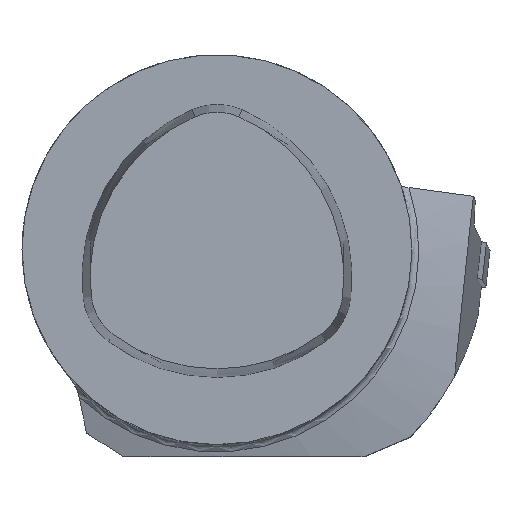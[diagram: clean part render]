
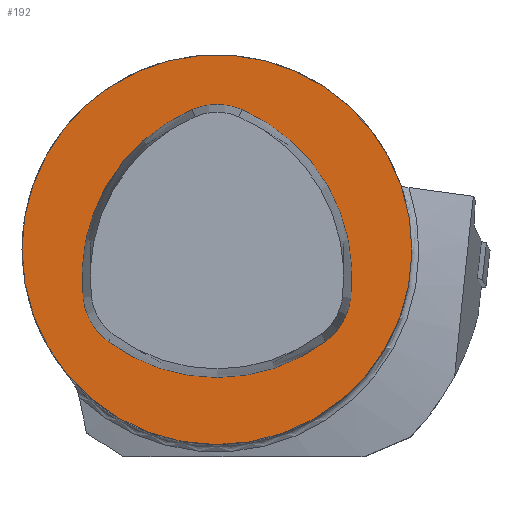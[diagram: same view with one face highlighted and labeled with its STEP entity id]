
A CAD part, top view. The second image highlights one B-rep face of the part: STEP entity #192.
In plain terms, the highlighted planar face has unit normal (0, 0, 1).
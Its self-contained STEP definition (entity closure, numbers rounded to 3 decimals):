
#112=FACE_BOUND('',#336,.T.);
#113=FACE_BOUND('',#337,.T.);
#140=CIRCLE('',#1075,25.);
#150=CIRCLE('',#1100,23.36);
#151=CIRCLE('',#1101,8.12);
#152=CIRCLE('',#1102,23.36);
#153=CIRCLE('',#1103,8.12);
#154=CIRCLE('',#1104,23.36);
#155=CIRCLE('',#1105,8.12);
#192=ADVANCED_FACE('',(#112,#113),#238,.T.);
#238=PLANE('',#1106);
#336=EDGE_LOOP('',(#482));
#337=EDGE_LOOP('',(#483,#484,#485,#486,#487,#488));
#482=ORIENTED_EDGE('',*,*,#752,.F.);
#483=ORIENTED_EDGE('',*,*,#788,.T.);
#484=ORIENTED_EDGE('',*,*,#789,.T.);
#485=ORIENTED_EDGE('',*,*,#790,.T.);
#486=ORIENTED_EDGE('',*,*,#791,.T.);
#487=ORIENTED_EDGE('',*,*,#792,.T.);
#488=ORIENTED_EDGE('',*,*,#793,.T.);
#662=VERTEX_POINT('',#1544);
#689=VERTEX_POINT('',#1652);
#690=VERTEX_POINT('',#1653);
#691=VERTEX_POINT('',#1655);
#692=VERTEX_POINT('',#1657);
#693=VERTEX_POINT('',#1659);
#694=VERTEX_POINT('',#1661);
#752=EDGE_CURVE('',#662,#662,#140,.T.);
#788=EDGE_CURVE('',#689,#690,#150,.T.);
#789=EDGE_CURVE('',#690,#691,#151,.T.);
#790=EDGE_CURVE('',#691,#692,#152,.T.);
#791=EDGE_CURVE('',#692,#693,#153,.T.);
#792=EDGE_CURVE('',#693,#694,#154,.T.);
#793=EDGE_CURVE('',#694,#689,#155,.T.);
#1075=AXIS2_PLACEMENT_3D('',#1543,#1217,#1218);
#1100=AXIS2_PLACEMENT_3D('',#1651,#1284,#1285);
#1101=AXIS2_PLACEMENT_3D('',#1654,#1286,#1287);
#1102=AXIS2_PLACEMENT_3D('',#1656,#1288,#1289);
#1103=AXIS2_PLACEMENT_3D('',#1658,#1290,#1291);
#1104=AXIS2_PLACEMENT_3D('',#1660,#1292,#1293);
#1105=AXIS2_PLACEMENT_3D('',#1662,#1294,#1295);
#1106=AXIS2_PLACEMENT_3D('',#1663,#1296,#1297);
#1217=DIRECTION('',(0.,0.,-1.));
#1218=DIRECTION('',(-1.,0.,0.));
#1284=DIRECTION('',(0.,0.,-1.));
#1285=DIRECTION('',(-1.,0.,0.));
#1286=DIRECTION('',(0.,0.,-1.));
#1287=DIRECTION('',(-1.,0.,0.));
#1288=DIRECTION('',(0.,0.,-1.));
#1289=DIRECTION('',(-1.,0.,0.));
#1290=DIRECTION('',(0.,0.,-1.));
#1291=DIRECTION('',(-1.,0.,0.));
#1292=DIRECTION('',(0.,0.,-1.));
#1293=DIRECTION('',(-1.,0.,0.));
#1294=DIRECTION('',(0.,0.,-1.));
#1295=DIRECTION('',(-1.,0.,0.));
#1296=DIRECTION('',(0.,0.,1.));
#1297=DIRECTION('',(1.,0.,0.));
#1543=CARTESIAN_POINT('',(0.,0.,0.));
#1544=CARTESIAN_POINT('',(-25.,0.,0.));
#1651=CARTESIAN_POINT('',(-6.045,-3.49,0.));
#1652=CARTESIAN_POINT('',(3.221,17.954,0.));
#1653=CARTESIAN_POINT('',(17.159,-6.188,0.));
#1654=CARTESIAN_POINT('',(9.093,-5.25,0.));
#1655=CARTESIAN_POINT('',(13.938,-11.766,0.));
#1656=CARTESIAN_POINT('',(0.,6.98,0.));
#1657=CARTESIAN_POINT('',(-13.938,-11.766,0.));
#1658=CARTESIAN_POINT('',(-9.093,-5.25,0.));
#1659=CARTESIAN_POINT('',(-17.159,-6.188,0.));
#1660=CARTESIAN_POINT('',(6.045,-3.49,0.));
#1661=CARTESIAN_POINT('',(-3.221,17.954,0.));
#1662=CARTESIAN_POINT('',(0.,10.5,0.));
#1663=CARTESIAN_POINT('',(0.,0.,0.));
